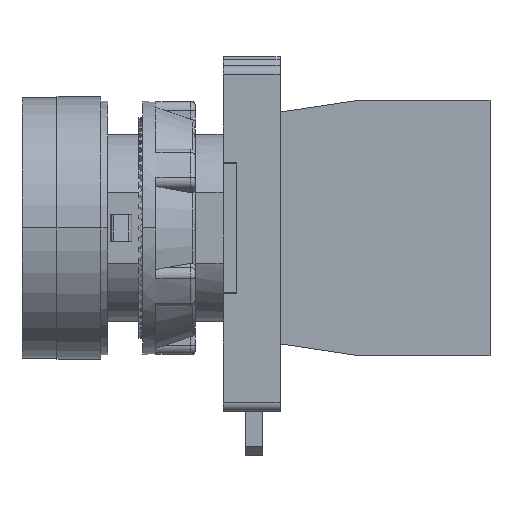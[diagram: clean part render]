
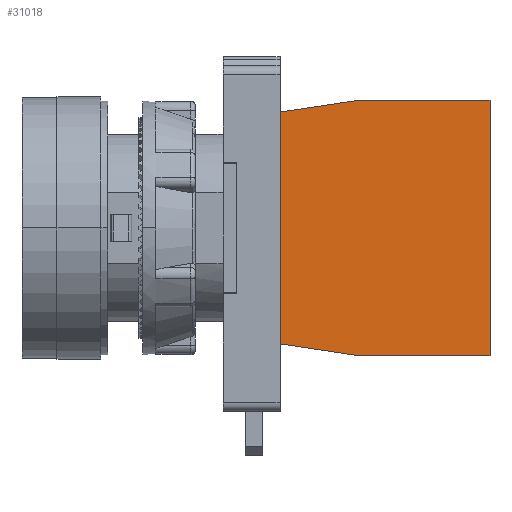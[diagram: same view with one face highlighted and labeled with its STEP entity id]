
A CAD part, left-side view. The second image highlights one B-rep face of the part: STEP entity #31018.
In plain terms, the highlighted planar face has unit normal (-1, 0, 0).
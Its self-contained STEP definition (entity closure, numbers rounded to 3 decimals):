
#990=DIRECTION('',(0.,0.,-1.));
#991=VECTOR('',#990,2.75);
#992=CARTESIAN_POINT('',(0.05,-6.5,13.25));
#993=LINE('',#992,#991);
#1020=DIRECTION('',(0.,0.,-1.));
#1021=VECTOR('',#1020,2.75);
#1022=CARTESIAN_POINT('',(0.05,-6.5,-10.5));
#1023=LINE('',#1022,#1021);
#12547=DIRECTION('',(0.,-0.989,0.148));
#12548=VECTOR('',#12547,9.101);
#12549=CARTESIAN_POINT('',(0.05,-6.5,13.25));
#12550=LINE('',#12549,#12548);
#12554=DIRECTION('',(0.,-1.,0.));
#12555=VECTOR('',#12554,15.);
#12556=CARTESIAN_POINT('',(0.05,-15.5,14.6));
#12557=LINE('',#12556,#12555);
#12561=DIRECTION('',(0.,0.,-1.));
#12562=VECTOR('',#12561,29.2);
#12563=CARTESIAN_POINT('',(0.05,-30.5,14.6));
#12564=LINE('',#12563,#12562);
#12568=DIRECTION('',(0.,1.,0.));
#12569=VECTOR('',#12568,15.);
#12570=CARTESIAN_POINT('',(0.05,-30.5,-14.6));
#12571=LINE('',#12570,#12569);
#12575=DIRECTION('',(0.,0.989,0.148));
#12576=VECTOR('',#12575,9.101);
#12577=CARTESIAN_POINT('',(0.05,-15.5,-14.6));
#12578=LINE('',#12577,#12576);
#12582=DIRECTION('',(0.,0.,1.));
#12583=VECTOR('',#12582,21.);
#12584=CARTESIAN_POINT('',(0.05,-6.5,-10.5));
#12585=LINE('',#12584,#12583);
#17135=CARTESIAN_POINT('',(0.05,-15.5,14.6));
#17136=CARTESIAN_POINT('',(0.05,-30.5,14.6));
#17137=VERTEX_POINT('',#17135);
#17138=VERTEX_POINT('',#17136);
#17139=CARTESIAN_POINT('',(0.05,-30.5,-14.6));
#17140=VERTEX_POINT('',#17139);
#17141=CARTESIAN_POINT('',(0.05,-15.5,-14.6));
#17142=VERTEX_POINT('',#17141);
#17151=CARTESIAN_POINT('',(0.05,-6.5,13.25));
#17152=CARTESIAN_POINT('',(0.05,-6.5,10.5));
#17153=VERTEX_POINT('',#17151);
#17154=VERTEX_POINT('',#17152);
#17155=CARTESIAN_POINT('',(0.05,-6.5,-10.5));
#17156=CARTESIAN_POINT('',(0.05,-6.5,-13.25));
#17157=VERTEX_POINT('',#17155);
#17158=VERTEX_POINT('',#17156);
#30998=CARTESIAN_POINT('',(0.05,0.,0.));
#30999=DIRECTION('',(1.,0.,0.));
#31000=DIRECTION('',(0.,0.,-1.));
#31001=AXIS2_PLACEMENT_3D('',#30998,#30999,#31000);
#31002=PLANE('',#31001);
#31003=ORIENTED_EDGE('',*,*,#19312,.F.);
#31005=ORIENTED_EDGE('',*,*,#31004,.T.);
#31007=ORIENTED_EDGE('',*,*,#31006,.T.);
#31009=ORIENTED_EDGE('',*,*,#31008,.T.);
#31011=ORIENTED_EDGE('',*,*,#31010,.T.);
#31013=ORIENTED_EDGE('',*,*,#31012,.T.);
#31014=ORIENTED_EDGE('',*,*,#19328,.F.);
#31015=ORIENTED_EDGE('',*,*,#30988,.T.);
#31016=EDGE_LOOP('',(#31003,#31005,#31007,#31009,#31011,#31013,#31014,#31015));
#31017=FACE_OUTER_BOUND('',#31016,.F.);
#19312=EDGE_CURVE('',#17153,#17154,#993,.T.);
#19328=EDGE_CURVE('',#17157,#17158,#1023,.T.);
#30988=EDGE_CURVE('',#17157,#17154,#12585,.T.);
#31004=EDGE_CURVE('',#17153,#17137,#12550,.T.);
#31006=EDGE_CURVE('',#17137,#17138,#12557,.T.);
#31008=EDGE_CURVE('',#17138,#17140,#12564,.T.);
#31010=EDGE_CURVE('',#17140,#17142,#12571,.T.);
#31012=EDGE_CURVE('',#17142,#17158,#12578,.T.);
#31018=ADVANCED_FACE('',(#31017),#31002,.F.);
